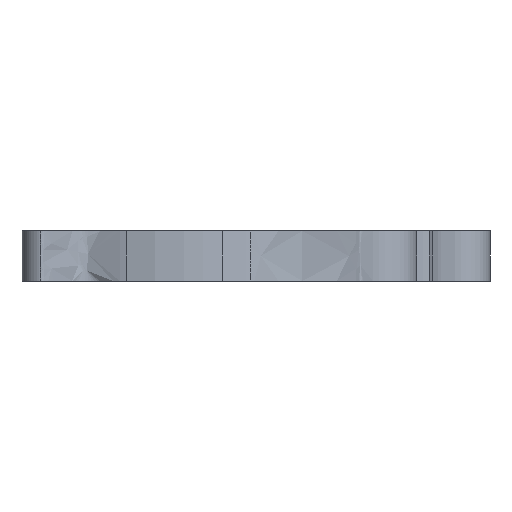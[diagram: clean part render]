
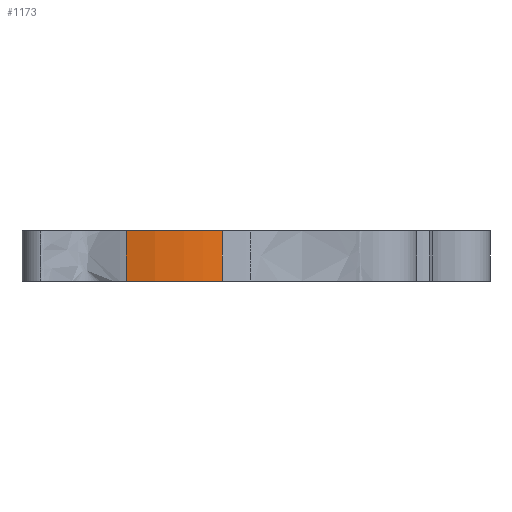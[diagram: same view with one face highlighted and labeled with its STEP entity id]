
A CAD part, left-side view. The second image highlights one B-rep face of the part: STEP entity #1173.
In plain terms, the highlighted free-form (B-spline) face has degree [2, 1] with [3, 2] control points.
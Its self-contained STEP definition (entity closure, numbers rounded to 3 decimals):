
#447 = VERTEX_POINT('',#448);
#448 = CARTESIAN_POINT('',(-87.107,186.159,
    29.751));
#629 = EDGE_CURVE('',#447,#630,#632,.T.);
#630 = VERTEX_POINT('',#631);
#631 = CARTESIAN_POINT('',(-87.107,186.159,0.));
#632 = B_SPLINE_CURVE_WITH_KNOTS('',1,(#633,#634),.UNSPECIFIED.,.F.,.F.,
  (2,2),(0.,20.),.PIECEWISE_BEZIER_KNOTS.);
#633 = CARTESIAN_POINT('',(-87.107,186.159,
    29.751));
#634 = CARTESIAN_POINT('',(-87.107,186.159,0.));
#1173 = ADVANCED_FACE('',(#1174),#1198,.T.);
#1174 = FACE_BOUND('',#1175,.T.);
#1175 = EDGE_LOOP('',(#1176,#1184,#1191,#1197));
#1176 = ORIENTED_EDGE('',*,*,#1177,.T.);
#1177 = EDGE_CURVE('',#630,#1178,#1180,.T.);
#1178 = VERTEX_POINT('',#1179);
#1179 = CARTESIAN_POINT('',(-86.11,129.276,0.));
#1180 = ( BOUNDED_CURVE() B_SPLINE_CURVE(2,(#1181,#1182,#1183),
.UNSPECIFIED.,.F.,.F.) B_SPLINE_CURVE_WITH_KNOTS((3,3),(2.889,
3.429),.PIECEWISE_BEZIER_KNOTS.) CURVE() 
GEOMETRIC_REPRESENTATION_ITEM() RATIONAL_B_SPLINE_CURVE((1.,
0.964,1.)) REPRESENTATION_ITEM('') );
#1181 = CARTESIAN_POINT('',(-87.107,186.159,0.));
#1182 = CARTESIAN_POINT('',(-94.48,157.58,0.));
#1183 = CARTESIAN_POINT('',(-86.11,129.276,0.));
#1184 = ORIENTED_EDGE('',*,*,#1185,.F.);
#1185 = EDGE_CURVE('',#1186,#1178,#1188,.T.);
#1186 = VERTEX_POINT('',#1187);
#1187 = CARTESIAN_POINT('',(-86.11,129.276,
    29.751));
#1188 = B_SPLINE_CURVE_WITH_KNOTS('',1,(#1189,#1190),.UNSPECIFIED.,.F.,
  .F.,(2,2),(0.,20.),.PIECEWISE_BEZIER_KNOTS.);
#1189 = CARTESIAN_POINT('',(-86.11,129.276,
    29.751));
#1190 = CARTESIAN_POINT('',(-86.11,129.276,0.));
#1191 = ORIENTED_EDGE('',*,*,#1192,.F.);
#1192 = EDGE_CURVE('',#447,#1186,#1193,.T.);
#1193 = ( BOUNDED_CURVE() B_SPLINE_CURVE(2,(#1194,#1195,#1196),
.UNSPECIFIED.,.F.,.F.) B_SPLINE_CURVE_WITH_KNOTS((3,3),(2.889,
3.429),.PIECEWISE_BEZIER_KNOTS.) CURVE() 
GEOMETRIC_REPRESENTATION_ITEM() RATIONAL_B_SPLINE_CURVE((1.,
0.964,1.)) REPRESENTATION_ITEM('') );
#1194 = CARTESIAN_POINT('',(-87.107,186.159,
    29.751));
#1195 = CARTESIAN_POINT('',(-94.48,157.58,
    29.751));
#1196 = CARTESIAN_POINT('',(-86.11,129.276,
    29.751));
#1197 = ORIENTED_EDGE('',*,*,#629,.T.);
#1198 = ( BOUNDED_SURFACE() B_SPLINE_SURFACE(2,1,(
    (#1199,#1200)
    ,(#1201,#1202)
    ,(#1203,#1204
)),.UNSPECIFIED.,.F.,.F.,.F.) B_SPLINE_SURFACE_WITH_KNOTS((3,3),(2,2),(
    5.996,6.536),(0.,20.),.PIECEWISE_BEZIER_KNOTS.) 
GEOMETRIC_REPRESENTATION_ITEM() RATIONAL_B_SPLINE_SURFACE((
    (1.,1.)
    ,(0.964,0.964)
,(1.,1.))) REPRESENTATION_ITEM('') SURFACE() );
#1199 = CARTESIAN_POINT('',(-86.11,129.276,
    29.751));
#1200 = CARTESIAN_POINT('',(-86.11,129.276,0.));
#1201 = CARTESIAN_POINT('',(-94.48,157.58,
    29.751));
#1202 = CARTESIAN_POINT('',(-94.48,157.58,0.));
#1203 = CARTESIAN_POINT('',(-87.107,186.159,
    29.751));
#1204 = CARTESIAN_POINT('',(-87.107,186.159,0.));
